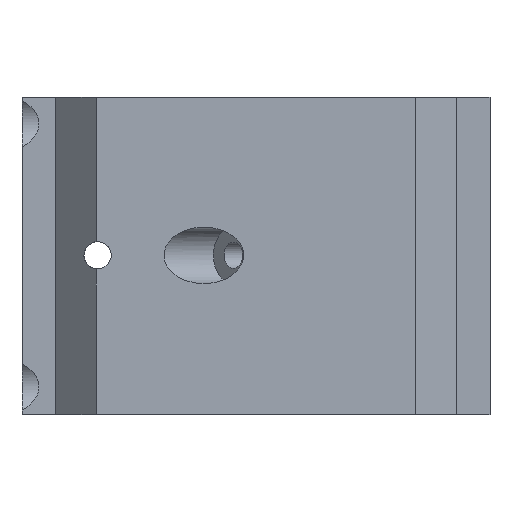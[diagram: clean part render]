
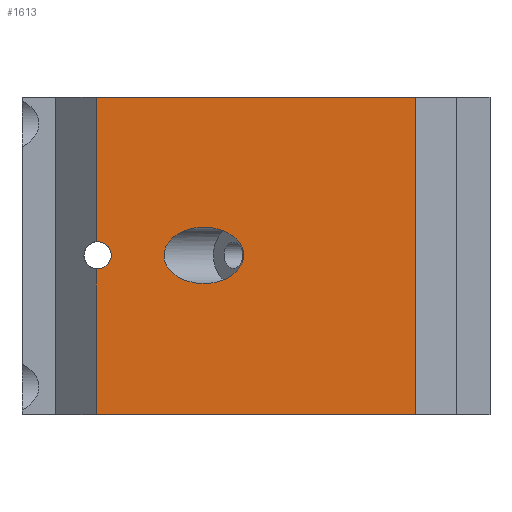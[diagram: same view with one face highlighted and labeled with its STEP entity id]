
A CAD part, front view. The second image highlights one B-rep face of the part: STEP entity #1613.
In plain terms, the highlighted planar face has unit normal (0, -1, 0).
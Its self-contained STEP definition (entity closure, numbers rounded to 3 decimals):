
#59=ELLIPSE('',#1720,4.243,3.);
#95=FACE_BOUND('',#315,.T.);
#146=CIRCLE('',#1772,1.45);
#225=FACE_OUTER_BOUND('',#314,.T.);
#314=EDGE_LOOP('',(#1373,#1374,#1375,#1376,#1377,#1378));
#315=EDGE_LOOP('',(#1379));
#374=LINE('',#2295,#513);
#415=LINE('',#2450,#554);
#468=LINE('',#3040,#607);
#469=LINE('',#3041,#608);
#470=LINE('',#3042,#609);
#513=VECTOR('',#1845,10.);
#554=VECTOR('',#1928,10.);
#607=VECTOR('',#2157,10.);
#608=VECTOR('',#2158,10.);
#609=VECTOR('',#2159,10.);
#652=VERTEX_POINT('',#2292);
#653=VERTEX_POINT('',#2294);
#699=VERTEX_POINT('',#2447);
#700=VERTEX_POINT('',#2449);
#739=VERTEX_POINT('',#2597);
#785=VERTEX_POINT('',#3032);
#786=VERTEX_POINT('',#3034);
#819=EDGE_CURVE('',#652,#653,#374,.T.);
#876=EDGE_CURVE('',#700,#699,#415,.T.);
#928=EDGE_CURVE('',#739,#739,#59,.T.);
#1006=EDGE_CURVE('',#786,#785,#146,.T.);
#1009=EDGE_CURVE('',#785,#653,#468,.T.);
#1010=EDGE_CURVE('',#700,#652,#469,.T.);
#1011=EDGE_CURVE('',#699,#786,#470,.T.);
#1373=ORIENTED_EDGE('',*,*,#1006,.T.);
#1374=ORIENTED_EDGE('',*,*,#1009,.T.);
#1375=ORIENTED_EDGE('',*,*,#819,.F.);
#1376=ORIENTED_EDGE('',*,*,#1010,.F.);
#1377=ORIENTED_EDGE('',*,*,#876,.T.);
#1378=ORIENTED_EDGE('',*,*,#1011,.T.);
#1379=ORIENTED_EDGE('',*,*,#928,.T.);
#1548=PLANE('',#1774);
#1613=ADVANCED_FACE('',(#225,#95),#1548,.T.);
#1720=AXIS2_PLACEMENT_3D('',#2598,#2018,#2019);
#1772=AXIS2_PLACEMENT_3D('',#3035,#2150,#2151);
#1774=AXIS2_PLACEMENT_3D('',#3039,#2155,#2156);
#1845=DIRECTION('',(-1.,0.,0.));
#1928=DIRECTION('',(-1.,0.,0.));
#2018=DIRECTION('center_axis',(0.,1.,0.));
#2019=DIRECTION('ref_axis',(1.,0.,0.));
#2150=DIRECTION('center_axis',(0.,1.,0.));
#2151=DIRECTION('ref_axis',(1.,0.,0.));
#2155=DIRECTION('center_axis',(0.,-1.,0.));
#2156=DIRECTION('ref_axis',(1.,0.,0.));
#2157=DIRECTION('',(0.,0.,-1.));
#2158=DIRECTION('',(0.,0.,-1.));
#2159=DIRECTION('',(0.,0.,-1.));
#2292=CARTESIAN_POINT('',(-3.971,-3.97,10.));
#2294=CARTESIAN_POINT('',(-37.93,-3.97,10.));
#2295=CARTESIAN_POINT('',(-29.33,-3.97,10.));
#2447=CARTESIAN_POINT('',(-37.93,-3.97,43.8));
#2449=CARTESIAN_POINT('',(-3.971,-3.97,43.8));
#2450=CARTESIAN_POINT('',(-37.73,-3.97,43.8));
#2597=CARTESIAN_POINT('',(-30.716,-3.97,26.97));
#2598=CARTESIAN_POINT('Origin',(-26.474,-3.97,26.97));
#3032=CARTESIAN_POINT('',(-37.93,-3.97,25.527));
#3034=CARTESIAN_POINT('',(-37.93,-3.97,28.413));
#3035=CARTESIAN_POINT('Origin',(-37.787,-3.97,26.97));
#3039=CARTESIAN_POINT('Origin',(-37.73,-3.97,10.));
#3040=CARTESIAN_POINT('',(-37.93,-3.97,43.8));
#3041=CARTESIAN_POINT('',(-3.971,-3.97,43.8));
#3042=CARTESIAN_POINT('',(-37.93,-3.97,43.8));
